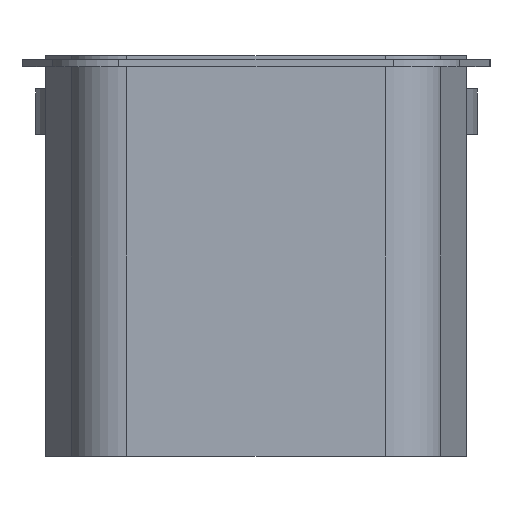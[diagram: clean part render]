
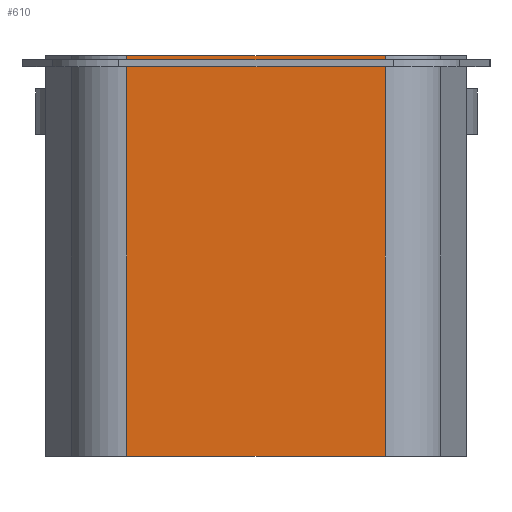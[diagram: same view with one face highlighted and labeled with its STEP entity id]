
A CAD part, front view. The second image highlights one B-rep face of the part: STEP entity #610.
In plain terms, the highlighted planar face has unit normal (0, -1, 0).
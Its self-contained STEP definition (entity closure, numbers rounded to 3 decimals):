
#610=ADVANCED_FACE('',(#1040),#867,.F.);
#867=PLANE('',#5539);
#1040=FACE_OUTER_BOUND('',#1318,.T.);
#1318=EDGE_LOOP('',(#1882,#1883,#1884,#1885));
#1882=ORIENTED_EDGE('',*,*,#3793,.T.);
#1883=ORIENTED_EDGE('',*,*,#3792,.T.);
#1884=ORIENTED_EDGE('',*,*,#3794,.F.);
#1885=ORIENTED_EDGE('',*,*,#3795,.T.);
#3214=VERTEX_POINT('',#7942);
#3215=VERTEX_POINT('',#7944);
#3216=VERTEX_POINT('',#7948);
#3217=VERTEX_POINT('',#7950);
#3792=EDGE_CURVE('',#3214,#3215,#4522,.T.);
#3793=EDGE_CURVE('',#3216,#3214,#4523,.T.);
#3794=EDGE_CURVE('',#3217,#3215,#4524,.T.);
#3795=EDGE_CURVE('',#3217,#3216,#4525,.T.);
#4522=LINE('',#7945,#5034);
#4523=LINE('',#7947,#5035);
#4524=LINE('',#7949,#5036);
#4525=LINE('',#7951,#5037);
#5034=VECTOR('',#6329,1.);
#5035=VECTOR('',#6332,1.);
#5036=VECTOR('',#6333,1.);
#5037=VECTOR('',#6334,1.);
#5539=AXIS2_PLACEMENT_3D('',#7952,#6335,#6336);
#6329=DIRECTION('',(0.,0.,1.));
#6332=DIRECTION('',(1.,0.,0.));
#6333=DIRECTION('',(1.,0.,0.));
#6334=DIRECTION('',(0.,0.,-1.));
#6335=DIRECTION('',(0.,1.,0.));
#6336=DIRECTION('',(0.,0.,1.));
#7942=CARTESIAN_POINT('',(56.98,4.625,-175.));
#7944=CARTESIAN_POINT('',(56.98,4.625,1.587));
#7945=CARTESIAN_POINT('',(56.98,4.625,1.587));
#7947=CARTESIAN_POINT('',(56.98,4.625,-175.));
#7948=CARTESIAN_POINT('',(-56.98,4.625,-175.));
#7949=CARTESIAN_POINT('',(56.98,4.625,1.587));
#7950=CARTESIAN_POINT('',(-56.98,4.625,1.587));
#7951=CARTESIAN_POINT('',(-56.98,4.625,1.587));
#7952=CARTESIAN_POINT('',(56.98,4.625,1.587));
